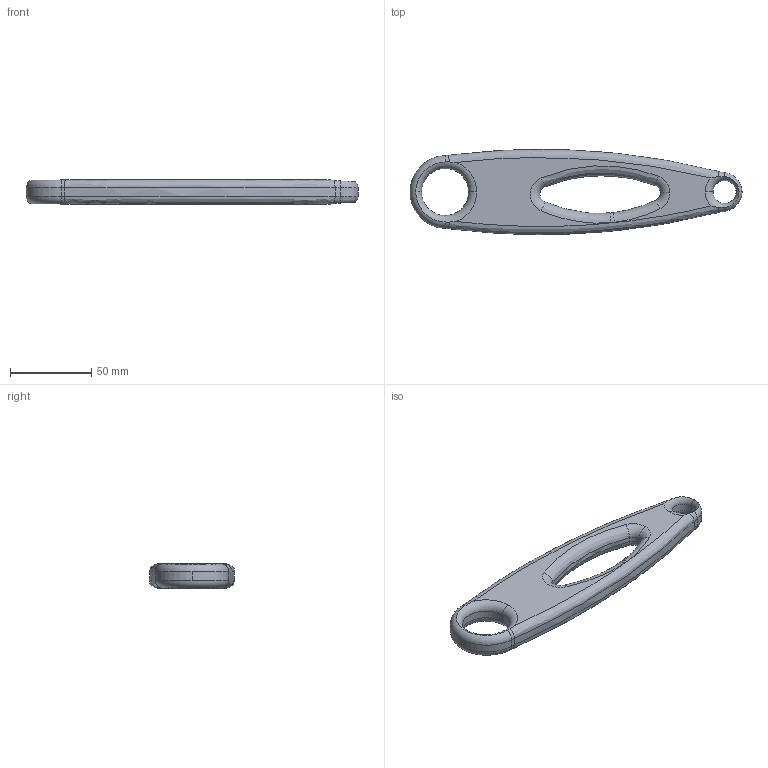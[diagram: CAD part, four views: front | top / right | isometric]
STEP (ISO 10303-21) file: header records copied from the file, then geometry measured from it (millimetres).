
FILE_DESCRIPTION (( 'STEP AP214' ), '1' );
FILE_NAME ('Bicycle Crank V2 Optimized.STEP', '2026-01-04T04:07:02', ( '' ), ( '' ), 'SwSTEP 2.0', 'SolidWorks 2025', '' );
FILE_SCHEMA (( 'AUTOMOTIVE_DESIGN' ));
Length unit declared in the file: millimetre
Products named in the file (1): Bicycle Crank V2 Optimized
Bounding box: 204.5 x 52.52 x 15 mm (x, y, z)
Volume: 90428.8 mm3; surface area: 21151.7 mm2
Topology: 1 solids, 1 shells, 62 faces, 152 edges, 88 vertices
Faces by surface type: torus 28, bspline 18, cylinder 14, plane 2
Entity records: 2964 total; most frequent: CARTESIAN_POINT 1586, ORIENTED_EDGE 304, DIRECTION 270, EDGE_CURVE 152, AXIS2_PLACEMENT_3D 125, VERTEX_POINT 88, CIRCLE 80, EDGE_LOOP 64
